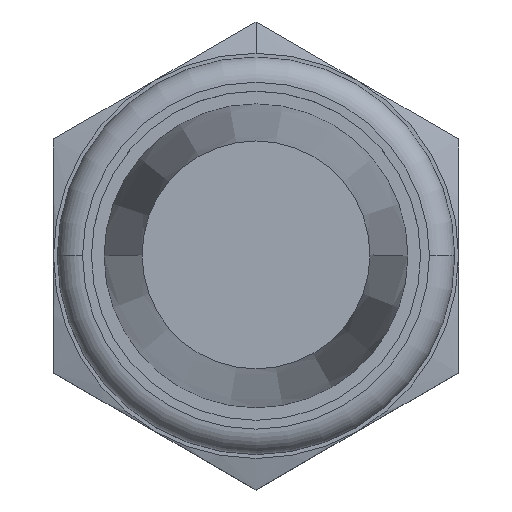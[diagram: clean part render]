
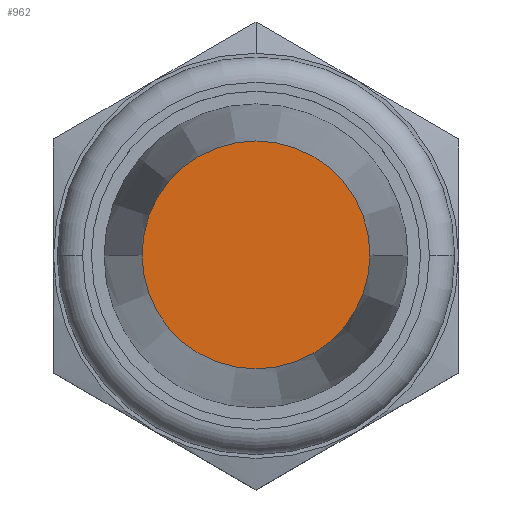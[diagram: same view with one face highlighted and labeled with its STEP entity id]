
A CAD part, top view. The second image highlights one B-rep face of the part: STEP entity #962.
In plain terms, the highlighted planar face has unit normal (0, 0, 1).
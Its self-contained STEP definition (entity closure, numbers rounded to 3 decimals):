
#861 = DIRECTION ( 'NONE',  ( 1., 0., 0. ) ) ;
#862 = DIRECTION ( 'NONE',  ( 0., 0., -1. ) ) ;
#863 = CARTESIAN_POINT ( 'NONE',  ( 0., 0., 27.2 ) ) ;
#864 = AXIS2_PLACEMENT_3D ( 'NONE', #863, #862, #861 ) ;
#865 = CIRCLE ( 'NONE', #864, 4.5 ) ;
#872 = CARTESIAN_POINT ( 'NONE',  ( -4.5, 0., 27.2 ) ) ;
#890 = VERTEX_POINT ( 'NONE', #948 ) ;
#903 = DIRECTION ( 'NONE',  ( 0., -1., 0. ) ) ;
#904 = DIRECTION ( 'NONE',  ( 0., 0., 1. ) ) ;
#905 = CARTESIAN_POINT ( 'NONE',  ( -4.554, 4.554, 27.2 ) ) ;
#906 = AXIS2_PLACEMENT_3D ( 'NONE', #905, #904, #903 ) ;
#907 = PLANE ( 'NONE',  #906 ) ;
#908 = FACE_OUTER_BOUND ( 'NONE', #959, .T. ) ;
#926 = DIRECTION ( 'NONE',  ( 1., 0., 0. ) ) ;
#927 = DIRECTION ( 'NONE',  ( 0., 0., -1. ) ) ;
#928 = CARTESIAN_POINT ( 'NONE',  ( 0., 0., 27.2 ) ) ;
#929 = AXIS2_PLACEMENT_3D ( 'NONE', #928, #927, #926 ) ;
#930 = CIRCLE ( 'NONE', #929, 4.5 ) ;
#948 = CARTESIAN_POINT ( 'NONE',  ( 4.5, 0., 27.2 ) ) ;
#957 = EDGE_CURVE ( 'NONE', #890, #970, #930, .T. ) ;
#959 = EDGE_LOOP ( 'NONE', ( #979, #965 ) ) ;
#962 = ADVANCED_FACE ( 'NONE', ( #908 ), #907, .T. ) ;
#965 = ORIENTED_EDGE ( 'NONE', *, *, #975, .F. ) ;
#970 = VERTEX_POINT ( 'NONE', #872 ) ;
#975 = EDGE_CURVE ( 'NONE', #970, #890, #865, .T. ) ;
#979 = ORIENTED_EDGE ( 'NONE', *, *, #957, .F. ) ;
